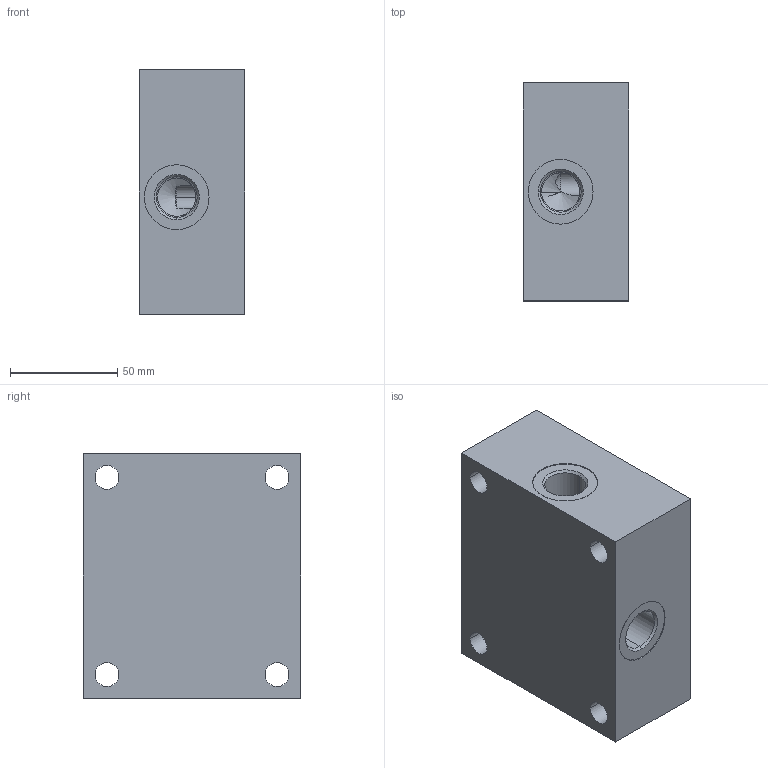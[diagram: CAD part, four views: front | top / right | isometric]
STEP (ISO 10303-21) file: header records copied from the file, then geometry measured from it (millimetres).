
FILE_DESCRIPTION((''),'2;1');
FILE_NAME('FSV_ASM','2020-07-22T',('ProEService'),(''),'PRO/ENGINEER BY PARAMETRIC TECHNOLOGY CORPORATION, 2014200','PRO/ENGINEER BY PARAMETRIC TECHNOLOGY CORPORATION, 2014200','');
FILE_SCHEMA(('CONFIG_CONTROL_DESIGN'));
Length unit declared in the file: inch
Products named in the file (3): 151-114-003; 340-004; FSV_ASM
Assembly tree (2 placements, depth 2):
  FSV_ASM
    151-114-003
    340-004
Bounding box: 49.23 x 101.6 x 114.3 mm (x, y, z)
Volume: 472508.8 mm3; surface area: 69732.5 mm2
Topology: 2 solids, 2 shells, 161 faces, 601 edges, 544 vertices
Faces by surface type: cylinder 67, cone 64, plane 26, torus 4
Entity records: 7133 total; most frequent: CARTESIAN_POINT 2117, DIRECTION 1080, ORIENTED_EDGE 796, EDGE_CURVE 398, AXIS2_PLACEMENT_3D 363, VECTOR 354, LINE 354, VERTEX_POINT 250
